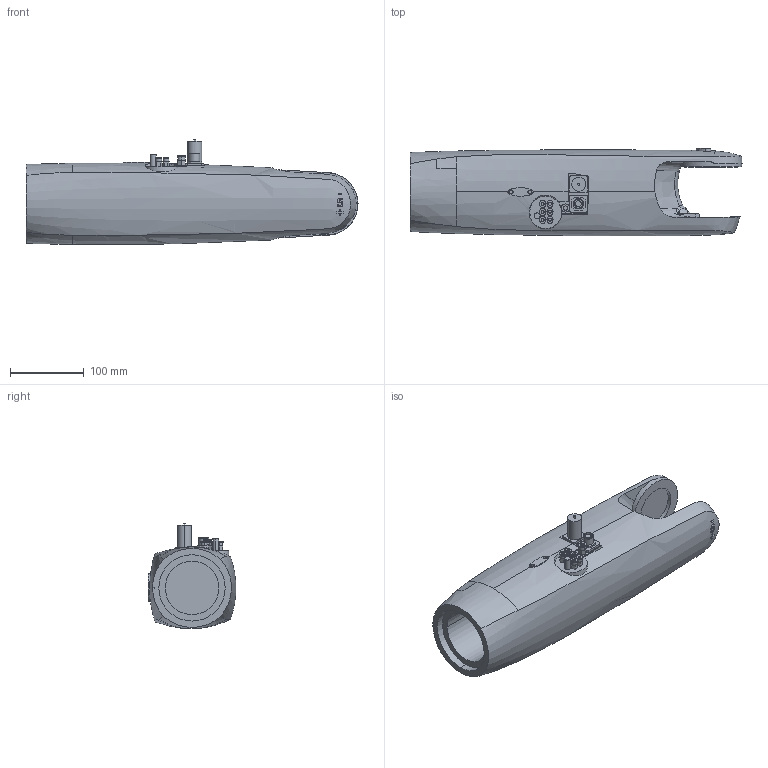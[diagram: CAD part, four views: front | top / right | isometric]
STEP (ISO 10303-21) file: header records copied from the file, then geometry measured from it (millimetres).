
FILE_DESCRIPTION((''),'2;1');
FILE_NAME('GREPC1BDNVPG_1','2022-02-22T17:27:47',('beth0005'),(''),'CREO PARAMETRIC BY PTC INC, 2020454','CREO PARAMETRIC BY PTC INC, 2020454','');
FILE_SCHEMA(('CONFIG_CONTROL_DESIGN'));
Length unit declared in the file: millimetre
Products named in the file (1): GREPC1BDNVPG_1
Bounding box: 450.42 x 118.93 x 142.24 mm (x, y, z)
Volume: 2706284.7 mm3; surface area: 272091.2 mm2
Topology: 1 solids, 2 shells, 324 faces, 820 edges, 545 vertices
Faces by surface type: plane 178, cylinder 92, bspline 34, extrusion 9, cone 6, sphere 4, torus 1
Entity records: 16424 total; most frequent: CARTESIAN_POINT 8901, ORIENTED_EDGE 1640, DIRECTION 1372, EDGE_CURVE 820, VERTEX_POINT 545, AXIS2_PLACEMENT_3D 485, VECTOR 402, LINE 393
